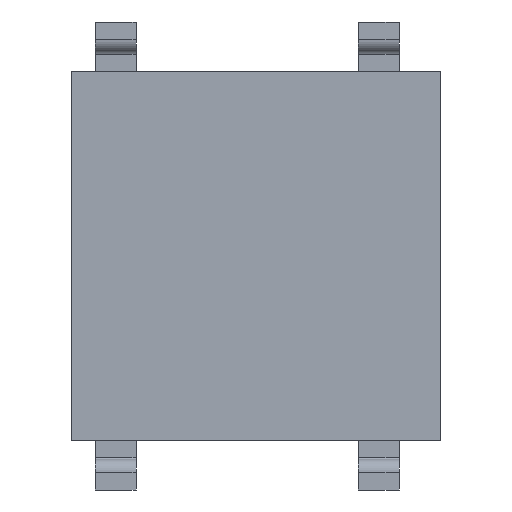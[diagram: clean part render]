
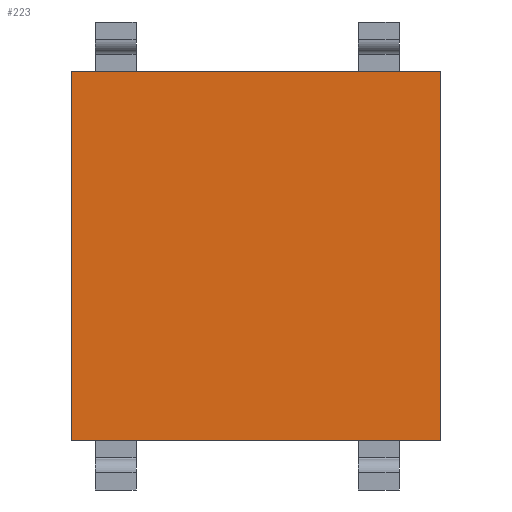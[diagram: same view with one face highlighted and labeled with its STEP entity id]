
A CAD part, front view. The second image highlights one B-rep face of the part: STEP entity #223.
In plain terms, the highlighted planar face has unit normal (0, -1, 0).
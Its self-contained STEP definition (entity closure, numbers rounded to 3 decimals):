
#223=ADVANCED_FACE('',(#449),#450,.F.);
#449=FACE_OUTER_BOUND('',#670,.T.);
#450=PLANE('',#671);
#670=EDGE_LOOP('',(#1286,#1287,#1288,#1289));
#671=AXIS2_PLACEMENT_3D('',#1290,#1291,#1292);
#1286=ORIENTED_EDGE('',*,*,#1561,.T.);
#1287=ORIENTED_EDGE('',*,*,#1557,.F.);
#1288=ORIENTED_EDGE('',*,*,#1562,.F.);
#1289=ORIENTED_EDGE('',*,*,#1554,.F.);
#1290=CARTESIAN_POINT('',(0.0,0.0,0.0));
#1291=DIRECTION('',(0.0,1.0,0.0));
#1292=DIRECTION('',(0.0,0.0,1.0));
#1554=EDGE_CURVE('',#1917,#1912,#1919,.T.);
#1557=EDGE_CURVE('',#1922,#1924,#1925,.T.);
#1561=EDGE_CURVE('',#1917,#1924,#1930,.T.);
#1562=EDGE_CURVE('',#1912,#1922,#1931,.T.);
#1912=VERTEX_POINT('',#2409);
#1917=VERTEX_POINT('',#2416);
#1919=LINE('',#2419,#2420);
#1922=VERTEX_POINT('',#2423);
#1924=VERTEX_POINT('',#2426);
#1925=LINE('',#2427,#2428);
#1930=LINE('',#2435,#2436);
#1931=LINE('',#2437,#2438);
#2409=CARTESIAN_POINT('',(3.15,0.0,3.15));
#2416=CARTESIAN_POINT('',(-3.15,0.0,3.15));
#2419=CARTESIAN_POINT('',(0.0,0.0,3.15));
#2420=VECTOR('',#2697,1.0);
#2423=CARTESIAN_POINT('',(3.15,0.0,-3.15));
#2426=CARTESIAN_POINT('',(-3.15,0.0,-3.15));
#2427=CARTESIAN_POINT('',(0.0,0.0,-3.15));
#2428=VECTOR('',#2699,1.0);
#2435=CARTESIAN_POINT('',(-3.15,0.0,0.0));
#2436=VECTOR('',#2702,1.0);
#2437=CARTESIAN_POINT('',(3.15,0.0,0.0));
#2438=VECTOR('',#2703,1.0);
#2697=DIRECTION('',(1.0,0.0,0.0));
#2699=DIRECTION('',(-1.0,0.0,0.0));
#2702=DIRECTION('',(0.0,0.0,-1.0));
#2703=DIRECTION('',(0.0,0.0,-1.0));
